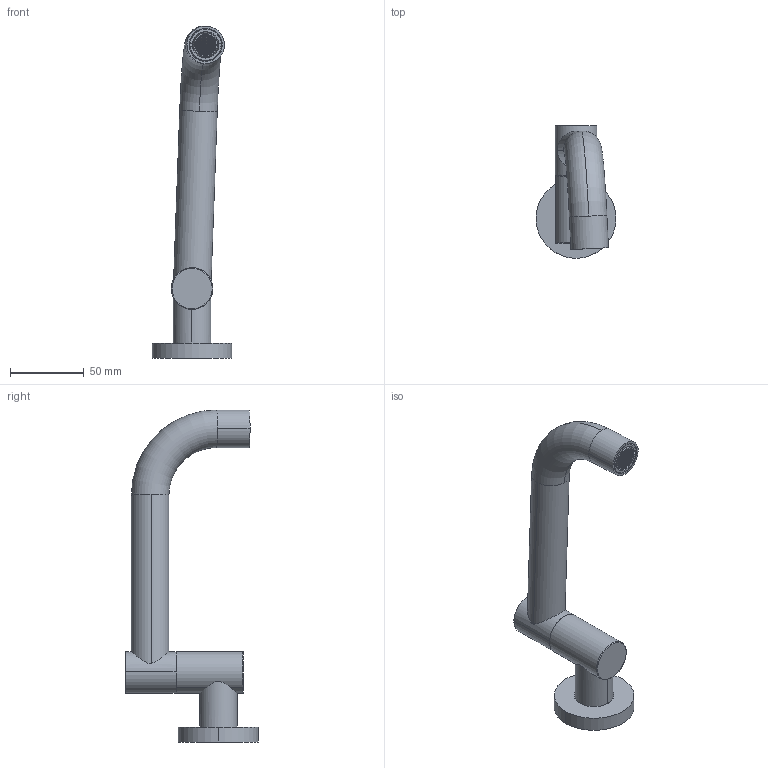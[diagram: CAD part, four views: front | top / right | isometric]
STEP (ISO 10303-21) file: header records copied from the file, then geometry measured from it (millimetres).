
FILE_DESCRIPTION (( 'STEP AP214' ), '1' );
FILE_NAME ('SUSSEX_SCALA_SBOSC210_bath_outlet_swivel_curved_210_shell.STEP', '2021-05-12T05:02:36', ( '' ), ( '' ), 'SwSTEP 2.0', 'SolidWorks 2020', '' );
FILE_SCHEMA (( 'AUTOMOTIVE_DESIGN' ));
Length unit declared in the file: millimetre
Products named in the file (1): SUSSEX_SCALA_SBOSC210_bath_outlet_swivel_curved_210_shell
Bounding box: 54 x 89.61 x 224.44 mm (x, y, z)
Volume: 90094.9 mm3; surface area: 55094.8 mm2
Topology: 7 solids, 7 shells, 1012 faces, 2985 edges, 1988 vertices
Faces by surface type: plane 921, cylinder 75, cone 8, torus 6, bspline 2
Entity records: 34964 total; most frequent: CARTESIAN_POINT 7071, ORIENTED_EDGE 5970, DIRECTION 5165, EDGE_CURVE 2985, VECTOR 2775, LINE 2775, VERTEX_POINT 1988, EDGE_LOOP 1345
